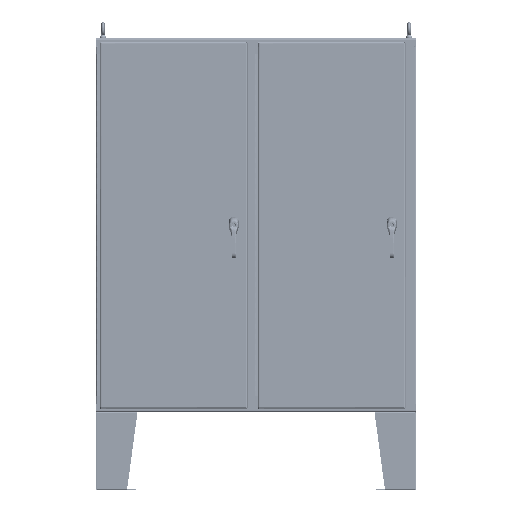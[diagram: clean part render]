
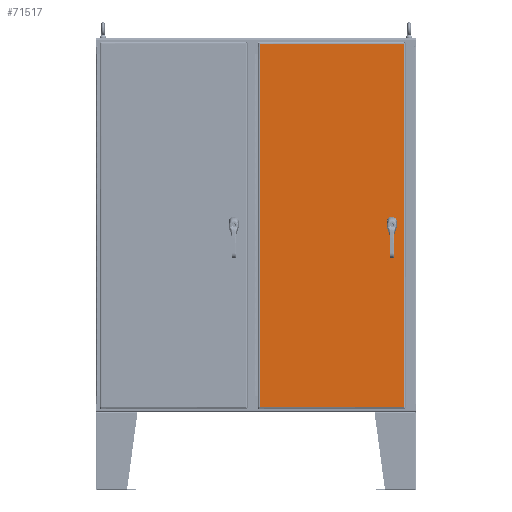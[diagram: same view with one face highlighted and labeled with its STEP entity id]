
A CAD part, top view. The second image highlights one B-rep face of the part: STEP entity #71517.
In plain terms, the highlighted planar face has unit normal (0, 0, 1).
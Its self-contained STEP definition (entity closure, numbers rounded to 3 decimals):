
#3600=FACE_BOUND('',#11918,.T.);
#3601=FACE_BOUND('',#11919,.T.);
#3602=FACE_BOUND('',#11920,.T.);
#3603=FACE_BOUND('',#11921,.T.);
#4694=PLANE('',#77037);
#7141=FACE_OUTER_BOUND('',#11917,.T.);
#11917=EDGE_LOOP('',(#52830,#52831,#52832,#52833));
#11918=EDGE_LOOP('',(#52834,#52835,#52836,#52837,#52838,#52839,#52840,#52841));
#11919=EDGE_LOOP('',(#52842));
#11920=EDGE_LOOP('',(#52843));
#11921=EDGE_LOOP('',(#52844));
#17213=LINE('',#116569,#22674);
#17217=LINE('',#116581,#22678);
#17221=LINE('',#116593,#22682);
#17225=LINE('',#116605,#22686);
#17245=LINE('',#116676,#22706);
#17261=LINE('',#116798,#22722);
#17275=LINE('',#116915,#22736);
#17286=LINE('',#117026,#22747);
#22674=VECTOR('',#88931,0.427);
#22678=VECTOR('',#88943,0.427);
#22682=VECTOR('',#88955,0.427);
#22686=VECTOR('',#88967,0.427);
#22706=VECTOR('',#89023,70.042);
#22722=VECTOR('',#89053,27.792);
#22736=VECTOR('',#89081,70.042);
#22747=VECTOR('',#89104,27.792);
#27446=CIRCLE('',#76983,0.453);
#27448=CIRCLE('',#76987,0.453);
#27450=CIRCLE('',#76991,0.453);
#27452=CIRCLE('',#76995,0.453);
#27454=CIRCLE('',#76998,0.14);
#27456=CIRCLE('',#77001,0.14);
#27458=CIRCLE('',#77004,0.14);
#32168=VERTEX_POINT('',#116566);
#32169=VERTEX_POINT('',#116568);
#32171=VERTEX_POINT('',#116574);
#32173=VERTEX_POINT('',#116580);
#32175=VERTEX_POINT('',#116586);
#32177=VERTEX_POINT('',#116592);
#32179=VERTEX_POINT('',#116598);
#32181=VERTEX_POINT('',#116604);
#32183=VERTEX_POINT('',#116613);
#32185=VERTEX_POINT('',#116618);
#32187=VERTEX_POINT('',#116623);
#32203=VERTEX_POINT('',#116664);
#32204=VERTEX_POINT('',#116675);
#32215=VERTEX_POINT('',#116787);
#32223=VERTEX_POINT('',#116904);
#39577=EDGE_CURVE('',#32169,#32168,#17213,.T.);
#39580=EDGE_CURVE('',#32171,#32169,#27446,.T.);
#39583=EDGE_CURVE('',#32173,#32171,#17217,.T.);
#39586=EDGE_CURVE('',#32175,#32173,#27448,.T.);
#39589=EDGE_CURVE('',#32177,#32175,#17221,.T.);
#39592=EDGE_CURVE('',#32179,#32177,#27450,.T.);
#39595=EDGE_CURVE('',#32181,#32179,#17225,.T.);
#39598=EDGE_CURVE('',#32168,#32181,#27452,.T.);
#39600=EDGE_CURVE('',#32183,#32183,#27454,.T.);
#39602=EDGE_CURVE('',#32185,#32185,#27456,.T.);
#39604=EDGE_CURVE('',#32187,#32187,#27458,.T.);
#39624=EDGE_CURVE('',#32204,#32203,#17245,.T.);
#39644=EDGE_CURVE('',#32203,#32215,#17261,.T.);
#39662=EDGE_CURVE('',#32215,#32223,#17275,.T.);
#39677=EDGE_CURVE('',#32223,#32204,#17286,.T.);
#52830=ORIENTED_EDGE('',*,*,#39624,.T.);
#52831=ORIENTED_EDGE('',*,*,#39644,.T.);
#52832=ORIENTED_EDGE('',*,*,#39662,.T.);
#52833=ORIENTED_EDGE('',*,*,#39677,.T.);
#52834=ORIENTED_EDGE('',*,*,#39577,.T.);
#52835=ORIENTED_EDGE('',*,*,#39598,.T.);
#52836=ORIENTED_EDGE('',*,*,#39595,.T.);
#52837=ORIENTED_EDGE('',*,*,#39592,.T.);
#52838=ORIENTED_EDGE('',*,*,#39589,.T.);
#52839=ORIENTED_EDGE('',*,*,#39586,.T.);
#52840=ORIENTED_EDGE('',*,*,#39583,.T.);
#52841=ORIENTED_EDGE('',*,*,#39580,.T.);
#52842=ORIENTED_EDGE('',*,*,#39600,.T.);
#52843=ORIENTED_EDGE('',*,*,#39602,.T.);
#52844=ORIENTED_EDGE('',*,*,#39604,.T.);
#71517=ADVANCED_FACE('',(#7141,#3600,#3601,#3602,#3603),#4694,.T.);
#76983=AXIS2_PLACEMENT_3D('',#116575,#88937,#88938);
#76987=AXIS2_PLACEMENT_3D('',#116587,#88949,#88950);
#76991=AXIS2_PLACEMENT_3D('',#116599,#88961,#88962);
#76995=AXIS2_PLACEMENT_3D('',#116609,#88973,#88974);
#76998=AXIS2_PLACEMENT_3D('',#116614,#88979,#88980);
#77001=AXIS2_PLACEMENT_3D('',#116619,#88985,#88986);
#77004=AXIS2_PLACEMENT_3D('',#116624,#88991,#88992);
#77037=AXIS2_PLACEMENT_3D('',#117129,#89129,#89130);
#88931=DIRECTION('',(0.,1.,0.));
#88937=DIRECTION('center_axis',(0.,0.,-1.));
#88938=DIRECTION('ref_axis',(-0.882,-0.471,0.));
#88943=DIRECTION('',(-1.,0.,0.));
#88949=DIRECTION('center_axis',(0.,0.,-1.));
#88950=DIRECTION('ref_axis',(0.471,-0.882,0.));
#88955=DIRECTION('',(0.,-1.,0.));
#88961=DIRECTION('center_axis',(0.,0.,-1.));
#88962=DIRECTION('ref_axis',(0.882,0.471,0.));
#88967=DIRECTION('',(1.,0.,0.));
#88973=DIRECTION('center_axis',(0.,0.,-1.));
#88974=DIRECTION('ref_axis',(-0.471,0.882,0.));
#88979=DIRECTION('center_axis',(0.,0.,-1.));
#88980=DIRECTION('ref_axis',(-1.,0.,0.));
#88985=DIRECTION('center_axis',(0.,0.,-1.));
#88986=DIRECTION('ref_axis',(-1.,0.,0.));
#88991=DIRECTION('center_axis',(0.,0.,-1.));
#88992=DIRECTION('ref_axis',(-1.,0.,0.));
#89023=DIRECTION('',(0.,1.,0.));
#89053=DIRECTION('',(-1.,0.,0.));
#89081=DIRECTION('',(0.,-1.,0.));
#89104=DIRECTION('',(1.,0.,0.));
#89129=DIRECTION('center_axis',(0.,0.,1.));
#89130=DIRECTION('ref_axis',(1.,0.,0.));
#116566=CARTESIAN_POINT('',(11.163,0.214,0.104));
#116568=CARTESIAN_POINT('',(11.163,-0.214,0.104));
#116569=CARTESIAN_POINT('',(11.163,0.107,0.104));
#116574=CARTESIAN_POINT('',(11.349,-0.399,0.104));
#116575=CARTESIAN_POINT('Origin',(11.563,0.,
0.104));
#116580=CARTESIAN_POINT('',(11.776,-0.399,0.104));
#116581=CARTESIAN_POINT('',(5.674,-0.4,0.104));
#116586=CARTESIAN_POINT('',(11.962,-0.214,0.104));
#116587=CARTESIAN_POINT('Origin',(11.563,0.,0.104));
#116592=CARTESIAN_POINT('',(11.962,0.214,0.104));
#116593=CARTESIAN_POINT('',(11.962,-0.107,0.104));
#116598=CARTESIAN_POINT('',(11.776,0.4,0.104));
#116599=CARTESIAN_POINT('Origin',(11.563,0.,0.104));
#116604=CARTESIAN_POINT('',(11.349,0.4,0.104));
#116605=CARTESIAN_POINT('',(5.888,0.4,0.104));
#116609=CARTESIAN_POINT('Origin',(11.563,0.,
0.104));
#116613=CARTESIAN_POINT('',(11.703,0.885,0.104));
#116614=CARTESIAN_POINT('Origin',(11.563,0.885,0.104));
#116618=CARTESIAN_POINT('',(11.703,-0.886,0.104));
#116619=CARTESIAN_POINT('Origin',(11.563,-0.886,0.104));
#116623=CARTESIAN_POINT('',(11.703,-1.378,0.104));
#116624=CARTESIAN_POINT('Origin',(11.563,-1.378,0.104));
#116664=CARTESIAN_POINT('',(13.896,35.021,0.104));
#116675=CARTESIAN_POINT('',(13.896,-35.021,0.104));
#116676=CARTESIAN_POINT('',(13.896,-17.511,0.104));
#116787=CARTESIAN_POINT('',(-13.896,35.021,0.104));
#116798=CARTESIAN_POINT('',(6.948,35.021,0.104));
#116904=CARTESIAN_POINT('',(-13.896,-35.021,0.104));
#116915=CARTESIAN_POINT('',(-13.896,17.511,0.104));
#117026=CARTESIAN_POINT('',(-6.948,-35.021,0.104));
#117129=CARTESIAN_POINT('Origin',(0.,0.,
0.104));
